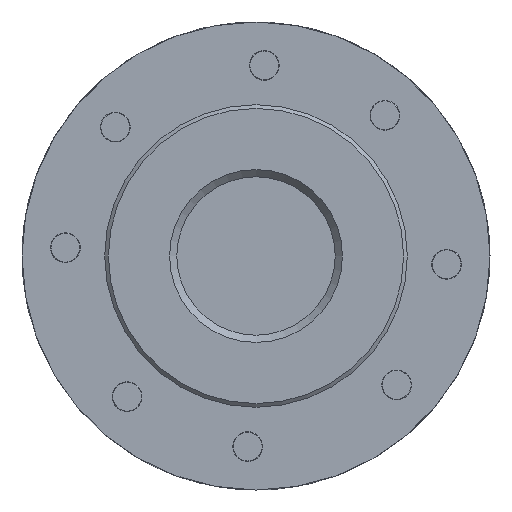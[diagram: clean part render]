
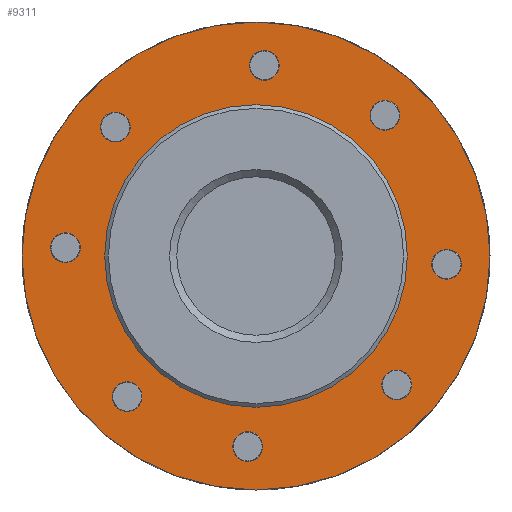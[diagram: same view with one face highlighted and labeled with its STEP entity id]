
A CAD part, left-side view. The second image highlights one B-rep face of the part: STEP entity #9311.
In plain terms, the highlighted planar face has unit normal (-1, 0, 0).
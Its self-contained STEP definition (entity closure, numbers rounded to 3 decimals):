
#1362=ORIENTED_EDGE('',*,*,#2974,.F.);
#1363=ORIENTED_EDGE('',*,*,#2748,.T.);
#1364=ORIENTED_EDGE('',*,*,#2744,.T.);
#1365=ORIENTED_EDGE('',*,*,#2742,.T.);
#1366=ORIENTED_EDGE('',*,*,#2740,.T.);
#1367=ORIENTED_EDGE('',*,*,#2738,.T.);
#1368=ORIENTED_EDGE('',*,*,#2736,.T.);
#1369=ORIENTED_EDGE('',*,*,#2734,.T.);
#1370=ORIENTED_EDGE('',*,*,#2746,.T.);
#1371=ORIENTED_EDGE('',*,*,#2973,.T.);
#2734=EDGE_CURVE('',#3566,#3566,#4142,.T.);
#2736=EDGE_CURVE('',#3568,#3568,#4144,.T.);
#2738=EDGE_CURVE('',#3570,#3570,#4146,.T.);
#2740=EDGE_CURVE('',#3572,#3572,#4148,.T.);
#2742=EDGE_CURVE('',#3574,#3574,#4150,.T.);
#2744=EDGE_CURVE('',#3576,#3576,#4152,.T.);
#2746=EDGE_CURVE('',#3578,#3578,#4154,.T.);
#2748=EDGE_CURVE('',#3580,#3580,#4156,.T.);
#2973=EDGE_CURVE('',#3751,#3751,#4309,.T.);
#2974=EDGE_CURVE('',#3752,#3752,#4310,.T.);
#3566=VERTEX_POINT('',#12846);
#3568=VERTEX_POINT('',#12851);
#3570=VERTEX_POINT('',#12856);
#3572=VERTEX_POINT('',#12861);
#3574=VERTEX_POINT('',#12866);
#3576=VERTEX_POINT('',#12871);
#3578=VERTEX_POINT('',#12876);
#3580=VERTEX_POINT('',#12881);
#3751=VERTEX_POINT('',#13330);
#3752=VERTEX_POINT('',#13333);
#4142=CIRCLE('',#9709,2.067);
#4144=CIRCLE('',#9712,2.067);
#4146=CIRCLE('',#9715,2.067);
#4148=CIRCLE('',#9718,2.067);
#4150=CIRCLE('',#9721,2.067);
#4152=CIRCLE('',#9724,2.067);
#4154=CIRCLE('',#9727,2.067);
#4156=CIRCLE('',#9730,2.067);
#4309=CIRCLE('',#9936,21.013);
#4310=CIRCLE('',#9938,32.5);
#4688=EDGE_LOOP('',(#1362));
#4689=EDGE_LOOP('',(#1363));
#4690=EDGE_LOOP('',(#1364));
#4691=EDGE_LOOP('',(#1365));
#4692=EDGE_LOOP('',(#1366));
#4693=EDGE_LOOP('',(#1367));
#4694=EDGE_LOOP('',(#1368));
#4695=EDGE_LOOP('',(#1369));
#4696=EDGE_LOOP('',(#1370));
#4697=EDGE_LOOP('',(#1371));
#5414=FACE_BOUND('',#4688,.T.);
#5415=FACE_BOUND('',#4689,.T.);
#5416=FACE_BOUND('',#4690,.T.);
#5417=FACE_BOUND('',#4691,.T.);
#5418=FACE_BOUND('',#4692,.T.);
#5419=FACE_BOUND('',#4693,.T.);
#5420=FACE_BOUND('',#4694,.T.);
#5421=FACE_BOUND('',#4695,.T.);
#5422=FACE_BOUND('',#4696,.T.);
#5423=FACE_BOUND('',#4697,.T.);
#6035=PLANE('',#9937);
#9311=ADVANCED_FACE('',(#5414,#5415,#5416,#5417,#5418,#5419,#5420,#5421,
#5422,#5423),#6035,.F.);
#9709=AXIS2_PLACEMENT_3D('',#12845,#10677,#10678);
#9712=AXIS2_PLACEMENT_3D('',#12850,#10683,#10684);
#9715=AXIS2_PLACEMENT_3D('',#12855,#10689,#10690);
#9718=AXIS2_PLACEMENT_3D('',#12860,#10695,#10696);
#9721=AXIS2_PLACEMENT_3D('',#12865,#10701,#10702);
#9724=AXIS2_PLACEMENT_3D('',#12870,#10707,#10708);
#9727=AXIS2_PLACEMENT_3D('',#12875,#10713,#10714);
#9730=AXIS2_PLACEMENT_3D('',#12880,#10719,#10720);
#9936=AXIS2_PLACEMENT_3D('',#13329,#11203,#11204);
#9937=AXIS2_PLACEMENT_3D('',#13331,#11205,#11206);
#9938=AXIS2_PLACEMENT_3D('',#13332,#11207,#11208);
#10677=DIRECTION('',(1.,0.,0.));
#10678=DIRECTION('',(0.,0.,-1.));
#10683=DIRECTION('',(1.,0.,0.));
#10684=DIRECTION('',(0.,0.,-1.));
#10689=DIRECTION('',(1.,0.,0.));
#10690=DIRECTION('',(0.,0.,-1.));
#10695=DIRECTION('',(1.,0.,0.));
#10696=DIRECTION('',(0.,0.,-1.));
#10701=DIRECTION('',(1.,0.,0.));
#10702=DIRECTION('',(0.,0.,-1.));
#10707=DIRECTION('',(1.,0.,0.));
#10708=DIRECTION('',(0.,0.,-1.));
#10713=DIRECTION('',(1.,0.,0.));
#10714=DIRECTION('',(0.,0.,-1.));
#10719=DIRECTION('',(1.,0.,0.));
#10720=DIRECTION('',(0.,0.,-1.));
#11203=DIRECTION('',(1.,0.,0.));
#11204=DIRECTION('',(0.,0.,-1.));
#11205=DIRECTION('',(1.,0.,0.));
#11206=DIRECTION('',(0.,0.,-1.));
#11207=DIRECTION('',(1.,0.,0.));
#11208=DIRECTION('',(0.,0.,-1.));
#12845=CARTESIAN_POINT('',(0.,17.903,-19.538));
#12846=CARTESIAN_POINT('',(0.,17.903,-21.605));
#12850=CARTESIAN_POINT('',(0.,1.156,-26.475));
#12851=CARTESIAN_POINT('',(0.,1.156,-28.542));
#12855=CARTESIAN_POINT('',(0.,-19.538,-17.903));
#12856=CARTESIAN_POINT('',(0.,-19.538,-19.97));
#12860=CARTESIAN_POINT('',(0.,-26.475,-1.156));
#12861=CARTESIAN_POINT('',(0.,-26.475,-3.223));
#12865=CARTESIAN_POINT('',(0.,-17.903,19.538));
#12866=CARTESIAN_POINT('',(0.,-17.903,17.471));
#12870=CARTESIAN_POINT('',(0.,-1.156,26.475));
#12871=CARTESIAN_POINT('',(0.,-1.156,24.408));
#12875=CARTESIAN_POINT('',(0.,19.538,17.903));
#12876=CARTESIAN_POINT('',(0.,19.538,15.836));
#12880=CARTESIAN_POINT('',(0.,26.475,1.156));
#12881=CARTESIAN_POINT('',(0.,26.475,-0.911));
#13329=CARTESIAN_POINT('',(0.,0.,0.));
#13330=CARTESIAN_POINT('',(0.,0.,-21.013));
#13331=CARTESIAN_POINT('',(0.,21.013,0.));
#13332=CARTESIAN_POINT('',(0.,0.,0.));
#13333=CARTESIAN_POINT('',(0.,0.,-32.5));
